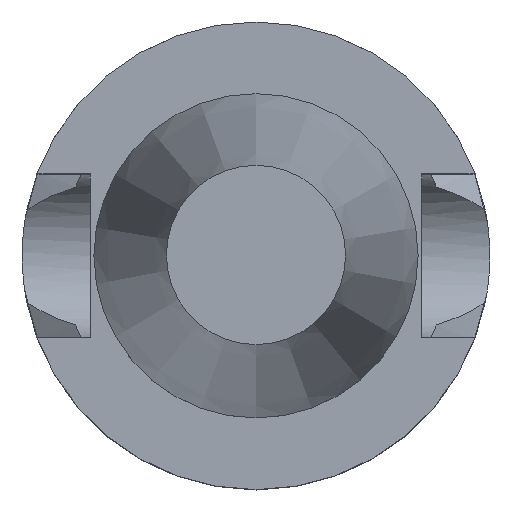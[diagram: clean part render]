
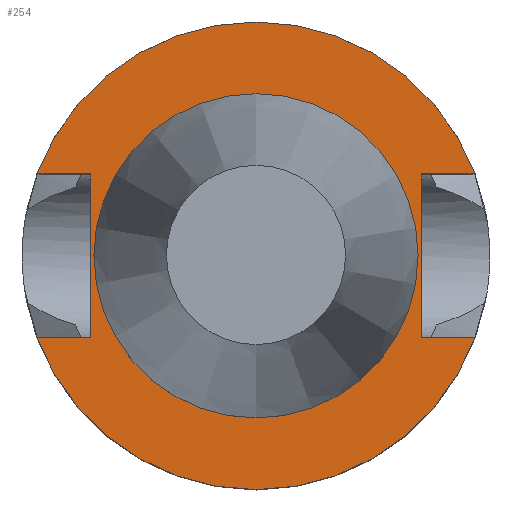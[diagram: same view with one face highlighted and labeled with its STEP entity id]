
A CAD part, top view. The second image highlights one B-rep face of the part: STEP entity #254.
In plain terms, the highlighted planar face has unit normal (0, 0, 1).
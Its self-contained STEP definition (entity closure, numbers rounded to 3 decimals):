
#150=EDGE_CURVE('240[2]',#401,#402,#403,.T.);
#159=EDGE_CURVE('240[2]',#415,#416,#417,.T.);
#186=EDGE_CURVE('240[2]',#387,#352,#458,.T.);
#200=EDGE_CURVE('240[2]',#402,#431,#477,.T.);
#228=EDGE_CURVE('240[2]',#431,#352,#512,.T.);
#254=ADVANCED_FACE('240[2]',(#545,#546),#547,.T.);
#261=EDGE_CURVE('240[2]',#401,#541,#555,.T.);
#290=EDGE_CURVE('240[2]',#387,#415,#592,.T.);
#301=EDGE_CURVE('240[2]',#607,#607,#608,.T.);
#305=EDGE_CURVE('240[2]',#416,#541,#612,.T.);
#352=VERTEX_POINT('',#682);
#387=VERTEX_POINT('',#801);
#401=VERTEX_POINT('',#895);
#402=VERTEX_POINT('',#896);
#403=LINE('',#897,#898);
#415=VERTEX_POINT('',#979);
#416=VERTEX_POINT('',#980);
#417=LINE('',#981,#982);
#431=VERTEX_POINT('',#1000);
#458=CIRCLE('',#1044,23.0);
#477=LINE('',#1199,#1200);
#512=LINE('',#1301,#1302);
#541=VERTEX_POINT('',#1369);
#545=FACE_OUTER_BOUND('',#1375,.T.);
#546=FACE_BOUND('',#1376,.T.);
#547=PLANE('',#1377);
#555=CIRCLE('',#1397,23.0);
#592=LINE('',#1511,#1512);
#607=VERTEX_POINT('',#1531);
#608=CIRCLE('',#1532,15.948);
#612=LINE('',#1539,#1540);
#682=CARTESIAN_POINT('',(-21.545,-8.05,-2.0));
#801=CARTESIAN_POINT('',(21.545,-8.05,-2.0));
#895=CARTESIAN_POINT('',(-21.545,8.05,-2.0));
#896=CARTESIAN_POINT('',(-16.3,8.05,-2.0));
#897=CARTESIAN_POINT('',(-8.15,8.05,-2.0));
#898=VECTOR('',#1619,1.0);
#979=CARTESIAN_POINT('',(16.3,-8.05,-2.0));
#980=CARTESIAN_POINT('',(16.3,8.05,-2.0));
#981=CARTESIAN_POINT('',(16.3,5.712,-2.0));
#982=VECTOR('',#1629,1.0);
#1000=CARTESIAN_POINT('',(-16.3,-8.05,-2.0));
#1044=AXIS2_PLACEMENT_3D('',#1677,#1678,#1679);
#1199=CARTESIAN_POINT('',(-16.3,13.762,-2.0));
#1200=VECTOR('',#1697,1.0);
#1301=CARTESIAN_POINT('',(-8.15,-8.05,-2.0));
#1302=VECTOR('',#1727,1.0);
#1369=CARTESIAN_POINT('',(21.545,8.05,-2.0));
#1375=EDGE_LOOP('',(#1766,#1767,#1768,#1769,#1770,#1771,#1772,#1773));
#1376=EDGE_LOOP('',(#1774));
#1377=AXIS2_PLACEMENT_3D('',#1775,#1776,#1777);
#1397=AXIS2_PLACEMENT_3D('',#1788,#1789,#1790);
#1511=CARTESIAN_POINT('',(8.15,-8.05,-2.0));
#1512=VECTOR('',#1836,1.0);
#1531=CARTESIAN_POINT('',(0.,15.948,-2.0));
#1532=AXIS2_PLACEMENT_3D('',#1866,#1867,#1868);
#1539=CARTESIAN_POINT('',(8.15,8.05,-2.0));
#1540=VECTOR('',#1870,1.0);
#1619=DIRECTION('',(1.0,0.,0.));
#1629=DIRECTION('',(0.0,1.0,0.));
#1677=CARTESIAN_POINT('',(0.,0.,-2.0));
#1678=DIRECTION('',(0.,0.,-1.0));
#1679=DIRECTION('',(0.,1.0,0.));
#1697=DIRECTION('',(0.0,-1.0,0.));
#1727=DIRECTION('',(-1.0,0.,0.));
#1766=ORIENTED_EDGE('',*,*,#305,.T.);
#1767=ORIENTED_EDGE('',*,*,#261,.F.);
#1768=ORIENTED_EDGE('',*,*,#150,.T.);
#1769=ORIENTED_EDGE('',*,*,#200,.T.);
#1770=ORIENTED_EDGE('',*,*,#228,.T.);
#1771=ORIENTED_EDGE('',*,*,#186,.F.);
#1772=ORIENTED_EDGE('',*,*,#290,.T.);
#1773=ORIENTED_EDGE('',*,*,#159,.T.);
#1774=ORIENTED_EDGE('',*,*,#301,.T.);
#1775=CARTESIAN_POINT('',(0.,19.474,-2.0));
#1776=DIRECTION('',(0.,0.,1.0));
#1777=DIRECTION('',(1.0,0.,0.0));
#1788=CARTESIAN_POINT('',(0.,0.,-2.0));
#1789=DIRECTION('',(0.,0.,-1.0));
#1790=DIRECTION('',(0.,1.0,0.));
#1836=DIRECTION('',(-1.0,0.,0.));
#1866=CARTESIAN_POINT('',(0.,0.,-2.0));
#1867=DIRECTION('',(0.,0.,-1.0));
#1868=DIRECTION('',(0.,1.0,0.));
#1870=DIRECTION('',(1.0,0.,0.));
